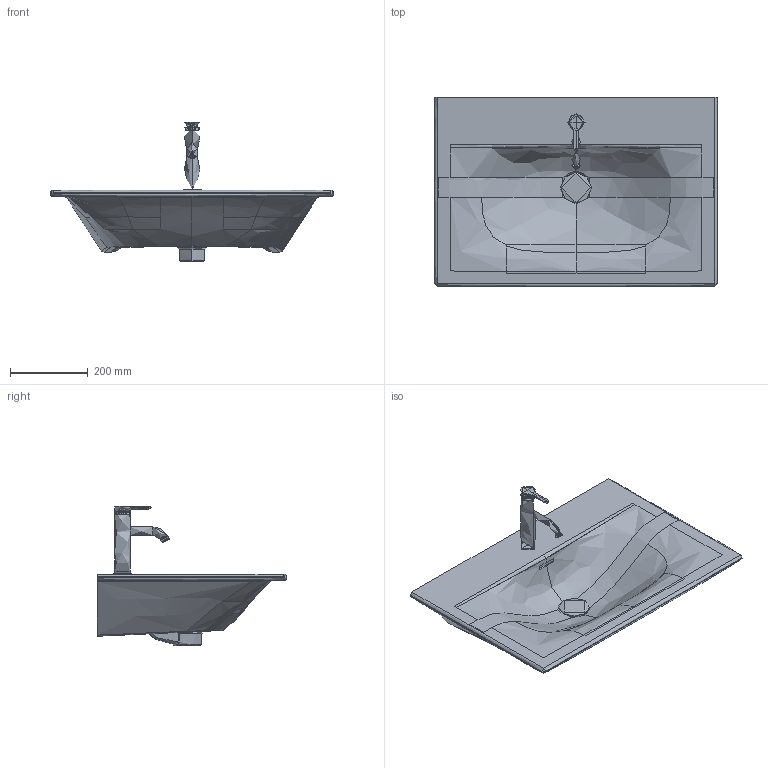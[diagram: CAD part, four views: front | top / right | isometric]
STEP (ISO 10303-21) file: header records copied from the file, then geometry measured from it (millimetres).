
FILE_DESCRIPTION(/* description */ (''),/* implementation_level */ '2;1');
FILE_NAME(/* name */ '234473',/* time_stamp */ '2019-02-18T15:07:38+01:00',/* author */ (''),/* organization */ (''),/* preprocessor_version */ 'ST-DEVELOPER v15',/* originating_system */ '',/* authorisation */ '');
FILE_SCHEMA (('AUTOMOTIVE_DESIGN'));
Length unit declared in the file: millimetre
Products named in the file (1): Document
Bounding box: 730 x 489.39 x 359.95 mm (x, y, z)
Volume: 17230651.7 mm3; surface area: 1135806.5 mm2
Topology: 9 solids, 20 shells, 765 faces, 1851 edges, 1093 vertices
Faces by surface type: bspline 765
Entity records: 97469 total; most frequent: CARTESIAN_POINT 75111, B_SPLINE_CURVE_WITH_KNOTS 4186, ORIENTED_EDGE 3563, PCURVE 3563, DEFINITIONAL_REPRESENTATION 3563, SURFACE_CURVE 1818, EDGE_CURVE 1818, VERTEX_POINT 1095
